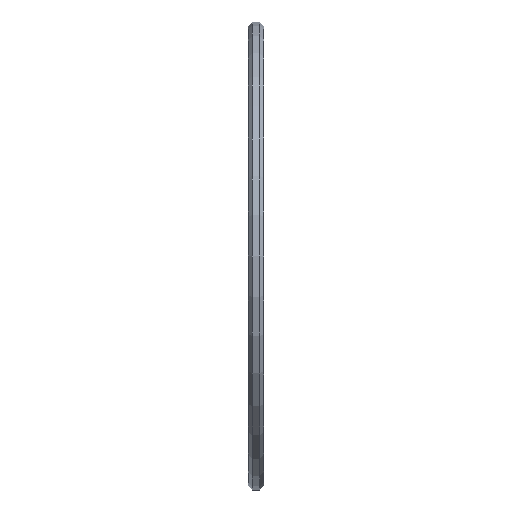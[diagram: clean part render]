
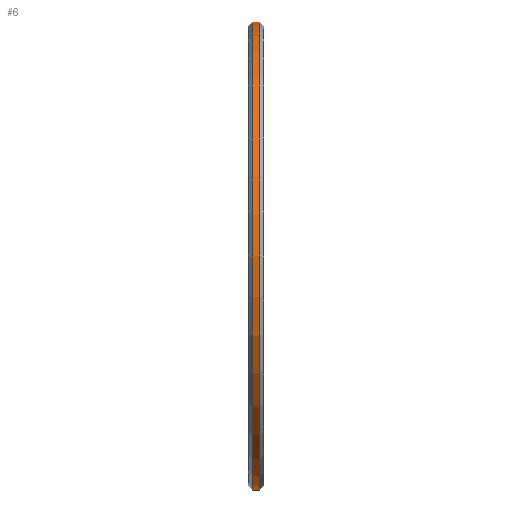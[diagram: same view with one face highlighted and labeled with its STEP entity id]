
A CAD part, front view. The second image highlights one B-rep face of the part: STEP entity #6.
In plain terms, the highlighted cylindrical face has radius 14.287 mm (diameter 28.575 mm), a partial arc.
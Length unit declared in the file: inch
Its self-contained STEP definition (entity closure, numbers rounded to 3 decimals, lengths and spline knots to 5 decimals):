
#6 = ADVANCED_FACE ( 'NONE', ( #563 ), #744, .T. ) ;
#33 = EDGE_LOOP ( 'NONE', ( #834, #377, #284, #1142 ) ) ;
#34 = AXIS2_PLACEMENT_3D ( 'NONE', #152, #948, #235 ) ;
#152 = CARTESIAN_POINT ( 'NONE',  ( 0., 0., 0. ) ) ;
#186 = VERTEX_POINT ( 'NONE', #238 ) ;
#214 = VECTOR ( 'NONE', #998, 39.37008 ) ;
#217 = CIRCLE ( 'NONE', #757, 0.5625 ) ;
#235 = DIRECTION ( 'NONE',  ( 0., 0., -1. ) ) ;
#238 = CARTESIAN_POINT ( 'NONE',  ( 0.028, 0., -0.5625 ) ) ;
#283 = CARTESIAN_POINT ( 'NONE',  ( 0., 0., -0.5625 ) ) ;
#284 = ORIENTED_EDGE ( 'NONE', *, *, #460, .T. ) ;
#377 = ORIENTED_EDGE ( 'NONE', *, *, #1020, .T. ) ;
#381 = AXIS2_PLACEMENT_3D ( 'NONE', #995, #657, #1022 ) ;
#398 = CARTESIAN_POINT ( 'NONE',  ( 0.01, 0., 0.5625 ) ) ;
#428 = CARTESIAN_POINT ( 'NONE',  ( 0.028, 0., 0.5625 ) ) ;
#460 = EDGE_CURVE ( 'NONE', #836, #186, #1050, .T. ) ;
#479 = LINE ( 'NONE', #571, #706 ) ;
#542 = EDGE_CURVE ( 'NONE', #186, #1044, #634, .T. ) ;
#563 = FACE_OUTER_BOUND ( 'NONE', #33, .T. ) ;
#571 = CARTESIAN_POINT ( 'NONE',  ( 0., 0., 0.5625 ) ) ;
#588 = VERTEX_POINT ( 'NONE', #398 ) ;
#610 = CARTESIAN_POINT ( 'NONE',  ( 0.01, 0., 0. ) ) ;
#634 = CIRCLE ( 'NONE', #381, 0.5625 ) ;
#657 = DIRECTION ( 'NONE',  ( -1., 0., 0. ) ) ;
#661 = CARTESIAN_POINT ( 'NONE',  ( 0.01, 0., -0.5625 ) ) ;
#706 = VECTOR ( 'NONE', #740, 39.37008 ) ;
#740 = DIRECTION ( 'NONE',  ( 1., 0., 0. ) ) ;
#744 = CYLINDRICAL_SURFACE ( 'NONE', #34, 0.5625 ) ;
#757 = AXIS2_PLACEMENT_3D ( 'NONE', #610, #1078, #961 ) ;
#834 = ORIENTED_EDGE ( 'NONE', *, *, #878, .F. ) ;
#836 = VERTEX_POINT ( 'NONE', #661 ) ;
#878 = EDGE_CURVE ( 'NONE', #588, #1044, #479, .T. ) ;
#948 = DIRECTION ( 'NONE',  ( 1., 0., 0. ) ) ;
#961 = DIRECTION ( 'NONE',  ( 0., 0., 1. ) ) ;
#995 = CARTESIAN_POINT ( 'NONE',  ( 0.028, 0., 0. ) ) ;
#998 = DIRECTION ( 'NONE',  ( 1., 0., 0. ) ) ;
#1020 = EDGE_CURVE ( 'NONE', #588, #836, #217, .T. ) ;
#1022 = DIRECTION ( 'NONE',  ( 0., 0., -1. ) ) ;
#1044 = VERTEX_POINT ( 'NONE', #428 ) ;
#1050 = LINE ( 'NONE', #283, #214 ) ;
#1078 = DIRECTION ( 'NONE',  ( 1., 0., 0. ) ) ;
#1142 = ORIENTED_EDGE ( 'NONE', *, *, #542, .T. ) ;
